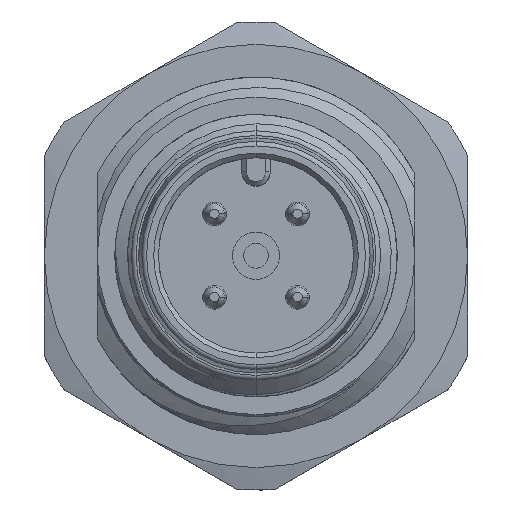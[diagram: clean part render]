
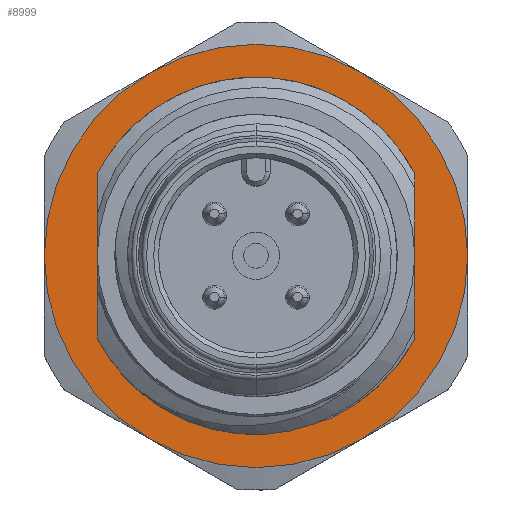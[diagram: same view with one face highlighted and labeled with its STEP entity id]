
A CAD part, top view. The second image highlights one B-rep face of the part: STEP entity #8999.
In plain terms, the highlighted planar face has unit normal (0, 0, 1).
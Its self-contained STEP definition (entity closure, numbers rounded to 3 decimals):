
#2697=DIRECTION('',(0.,1.,0.));
#2698=VECTOR('',#2697,2.563);
#2699=CARTESIAN_POINT('',(-6.75,-1.477,-13.));
#2700=LINE('',#2699,#2698);
#2704=CARTESIAN_POINT('',(0.,0.,-13.));
#2705=DIRECTION('',(0.,0.,-1.));
#2706=DIRECTION('',(0.5,0.866,0.));
#2707=AXIS2_PLACEMENT_3D('',#2704,#2705,#2706);
#2712=CARTESIAN_POINT('',(0.,0.,-13.));
#2713=DIRECTION('',(0.,0.,-1.));
#2714=DIRECTION('',(1.,0.,0.));
#2715=AXIS2_PLACEMENT_3D('',#2712,#2713,#2714);
#2720=CARTESIAN_POINT('',(0.,0.,-13.));
#2721=DIRECTION('',(0.,0.,-1.));
#2722=DIRECTION('',(-0.5,-0.866,0.));
#2723=AXIS2_PLACEMENT_3D('',#2720,#2721,#2722);
#2728=CARTESIAN_POINT('',(0.,0.,-13.));
#2729=DIRECTION('',(0.,0.,-1.));
#2730=DIRECTION('',(-1.,0.,0.));
#2731=AXIS2_PLACEMENT_3D('',#2728,#2729,#2730);
#2857=CARTESIAN_POINT('',(0.,0.,-13.));
#2858=DIRECTION('',(0.,0.,-1.));
#2859=DIRECTION('',(0.888,-0.46,0.));
#2860=AXIS2_PLACEMENT_3D('',#2857,#2858,#2859);
#2887=CARTESIAN_POINT('',(-0.19,6.834,-13.));
#2888=CARTESIAN_POINT('',(-0.005,6.85,-13.));
#2889=CARTESIAN_POINT('',(0.365,6.866,-13.));
#2890=CARTESIAN_POINT('',(0.927,6.845,-13.));
#2891=CARTESIAN_POINT('',(1.481,6.779,-13.));
#2892=CARTESIAN_POINT('',(2.032,6.667,-13.));
#2893=CARTESIAN_POINT('',(2.575,6.511,-13.));
#2894=CARTESIAN_POINT('',(3.104,6.311,-13.));
#2895=CARTESIAN_POINT('',(3.617,6.068,-13.));
#2896=CARTESIAN_POINT('',(4.111,5.783,-13.));
#2897=CARTESIAN_POINT('',(4.581,5.459,-13.));
#2898=CARTESIAN_POINT('',(5.026,5.096,-13.));
#2899=CARTESIAN_POINT('',(5.441,4.699,-13.));
#2900=CARTESIAN_POINT('',(5.825,4.267,-13.));
#2901=CARTESIAN_POINT('',(6.173,3.804,-13.));
#2902=CARTESIAN_POINT('',(6.485,3.314,-13.));
#2903=CARTESIAN_POINT('',(6.666,2.971,-13.));
#2904=CARTESIAN_POINT('',(6.75,2.795,-13.));
#2933=DIRECTION('',(0.,-1.,0.));
#2934=VECTOR('',#2933,6.287);
#2935=CARTESIAN_POINT('',(6.75,2.795,-13.));
#2936=LINE('',#2935,#2934);
#3057=CARTESIAN_POINT('',(3.103,-6.938,-13.));
#3058=CARTESIAN_POINT('',(2.905,-7.015,-13.));
#3059=CARTESIAN_POINT('',(2.504,-7.151,-13.));
#3060=CARTESIAN_POINT('',(1.886,-7.304,-13.));
#3061=CARTESIAN_POINT('',(1.263,-7.404,-13.));
#3062=CARTESIAN_POINT('',(0.636,-7.451,-13.));
#3063=CARTESIAN_POINT('',(0.008,-7.446,-13.));
#3064=CARTESIAN_POINT('',(-0.614,-7.388,-13.));
#3065=CARTESIAN_POINT('',(-1.228,-7.277,-13.));
#3066=CARTESIAN_POINT('',(-1.828,-7.117,-13.));
#3067=CARTESIAN_POINT('',(-2.41,-6.906,-13.));
#3068=CARTESIAN_POINT('',(-2.971,-6.648,-13.));
#3069=CARTESIAN_POINT('',(-3.506,-6.345,-13.));
#3070=CARTESIAN_POINT('',(-4.012,-5.998,-13.));
#3071=CARTESIAN_POINT('',(-4.484,-5.612,-13.));
#3072=CARTESIAN_POINT('',(-4.921,-5.188,-13.));
#3073=CARTESIAN_POINT('',(-5.318,-4.73,-13.));
#3074=CARTESIAN_POINT('',(-5.674,-4.241,-13.));
#3075=CARTESIAN_POINT('',(-5.986,-3.726,-13.));
#3076=CARTESIAN_POINT('',(-6.252,-3.188,-13.));
#3077=CARTESIAN_POINT('',(-6.47,-2.631,-13.));
#3078=CARTESIAN_POINT('',(-6.639,-2.06,-13.));
#3079=CARTESIAN_POINT('',(-6.719,-1.673,-13.));
#3080=CARTESIAN_POINT('',(-6.75,-1.477,-13.));
#3385=CARTESIAN_POINT('',(-6.75,1.086,-13.));
#3386=CARTESIAN_POINT('',(-6.72,1.269,-13.));
#3387=CARTESIAN_POINT('',(-6.647,1.633,-13.));
#3388=CARTESIAN_POINT('',(-6.492,2.169,-13.));
#3389=CARTESIAN_POINT('',(-6.294,2.688,-13.));
#3390=CARTESIAN_POINT('',(-6.055,3.192,-13.));
#3391=CARTESIAN_POINT('',(-5.775,3.673,-13.));
#3392=CARTESIAN_POINT('',(-5.458,4.13,-13.));
#3393=CARTESIAN_POINT('',(-5.103,4.561,-13.));
#3394=CARTESIAN_POINT('',(-4.716,4.96,-13.));
#3395=CARTESIAN_POINT('',(-4.297,5.327,-13.));
#3396=CARTESIAN_POINT('',(-3.85,5.659,-13.));
#3397=CARTESIAN_POINT('',(-3.377,5.953,-13.));
#3398=CARTESIAN_POINT('',(-2.882,6.208,-13.));
#3399=CARTESIAN_POINT('',(-2.368,6.422,-13.));
#3400=CARTESIAN_POINT('',(-1.838,6.593,-13.));
#3401=CARTESIAN_POINT('',(-1.296,6.721,-13.));
#3402=CARTESIAN_POINT('',(-0.746,6.804,-13.));
#3403=CARTESIAN_POINT('',(-0.376,6.829,-13.));
#3404=CARTESIAN_POINT('',(-0.19,6.834,-13.));
#3448=CARTESIAN_POINT('',(0.,0.,-13.));
#3449=DIRECTION('',(0.,0.,1.));
#3450=DIRECTION('',(0.5,0.866,0.));
#3451=AXIS2_PLACEMENT_3D('',#3448,#3449,#3450);
#3855=CARTESIAN_POINT('',(0.,0.,-13.));
#3856=DIRECTION('',(0.,0.,1.));
#3857=DIRECTION('',(-0.5,-0.866,0.));
#3858=AXIS2_PLACEMENT_3D('',#3855,#3856,#3857);
#6189=CARTESIAN_POINT('',(6.75,-3.492,-13.));
#6190=CARTESIAN_POINT('',(3.103,-6.938,-13.));
#6191=VERTEX_POINT('',#6189);
#6192=VERTEX_POINT('',#6190);
#6193=CARTESIAN_POINT('',(-6.75,-1.477,-13.));
#6194=CARTESIAN_POINT('',(-6.75,1.086,-13.));
#6195=VERTEX_POINT('',#6193);
#6196=VERTEX_POINT('',#6194);
#6197=CARTESIAN_POINT('',(6.75,2.795,-13.));
#6198=VERTEX_POINT('',#6197);
#6211=CARTESIAN_POINT('',(4.5,7.794,-13.));
#6212=CARTESIAN_POINT('',(9.,0.,-13.));
#6213=VERTEX_POINT('',#6211);
#6214=VERTEX_POINT('',#6212);
#6215=CARTESIAN_POINT('',(4.5,-7.794,-13.));
#6216=VERTEX_POINT('',#6215);
#6217=CARTESIAN_POINT('',(-4.5,-7.794,-13.));
#6218=CARTESIAN_POINT('',(-9.,0.,-13.));
#6219=VERTEX_POINT('',#6217);
#6220=VERTEX_POINT('',#6218);
#6221=CARTESIAN_POINT('',(-4.5,7.794,-13.));
#6222=VERTEX_POINT('',#6221);
#6262=VERTEX_POINT('',#2887);
#8967=CARTESIAN_POINT('',(0.,0.,-13.));
#8968=DIRECTION('',(0.,0.,1.));
#8969=DIRECTION('',(1.,0.,0.));
#8970=AXIS2_PLACEMENT_3D('',#8967,#8968,#8969);
#8971=PLANE('',#8970);
#8973=ORIENTED_EDGE('',*,*,#8972,.F.);
#8975=ORIENTED_EDGE('',*,*,#8974,.T.);
#8977=ORIENTED_EDGE('',*,*,#8976,.T.);
#8979=ORIENTED_EDGE('',*,*,#8978,.F.);
#8981=ORIENTED_EDGE('',*,*,#8980,.T.);
#8983=ORIENTED_EDGE('',*,*,#8982,.T.);
#8984=EDGE_LOOP('',(#8973,#8975,#8977,#8979,#8981,#8983));
#8985=FACE_OUTER_BOUND('',#8984,.F.);
#8987=ORIENTED_EDGE('',*,*,#8986,.F.);
#8989=ORIENTED_EDGE('',*,*,#8988,.F.);
#8991=ORIENTED_EDGE('',*,*,#8990,.F.);
#8993=ORIENTED_EDGE('',*,*,#8992,.F.);
#8994=ORIENTED_EDGE('',*,*,#8936,.F.);
#8996=ORIENTED_EDGE('',*,*,#8995,.F.);
#8997=EDGE_LOOP('',(#8987,#8989,#8991,#8993,#8994,#8996));
#8998=FACE_BOUND('',#8997,.F.);
#2708=CIRCLE('',#2707,9.);
#2716=CIRCLE('',#2715,9.);
#2724=CIRCLE('',#2723,9.);
#2732=CIRCLE('',#2731,9.);
#2861=CIRCLE('',#2860,7.6);
#2905=B_SPLINE_CURVE_WITH_KNOTS('',3,(#2887,#2888,#2889,#2890,#2891,#2892,#2893,
#2894,#2895,#2896,#2897,#2898,#2899,#2900,#2901,#2902,#2903,#2904),
.UNSPECIFIED.,.F.,.F.,(4,1,1,1,1,1,1,1,1,1,1,1,1,1,1,4),(0.,0.067,
0.133,0.2,0.267,0.333,0.4,
0.467,0.533,0.6,0.667,0.733,
0.8,0.867,0.933,1.),.UNSPECIFIED.);
#3081=B_SPLINE_CURVE_WITH_KNOTS('',3,(#3057,#3058,#3059,#3060,#3061,#3062,#3063,
#3064,#3065,#3066,#3067,#3068,#3069,#3070,#3071,#3072,#3073,#3074,#3075,#3076,
#3077,#3078,#3079,#3080),.UNSPECIFIED.,.F.,.F.,(4,1,1,1,1,1,1,1,1,1,1,1,1,1,1,1,
1,1,1,1,1,4),(0.,0.048,0.095,0.143,
0.19,0.238,0.286,0.333,
0.381,0.429,0.476,0.524,
0.571,0.619,0.667,0.714,
0.762,0.81,0.857,0.905,
0.952,1.),.UNSPECIFIED.);
#3405=B_SPLINE_CURVE_WITH_KNOTS('',3,(#3385,#3386,#3387,#3388,#3389,#3390,#3391,
#3392,#3393,#3394,#3395,#3396,#3397,#3398,#3399,#3400,#3401,#3402,#3403,#3404),
.UNSPECIFIED.,.F.,.F.,(4,1,1,1,1,1,1,1,1,1,1,1,1,1,1,1,1,4),(0.,
0.059,0.118,0.176,0.235,
0.294,0.353,0.412,0.471,
0.529,0.588,0.647,0.706,
0.765,0.824,0.882,0.941,1.),
.UNSPECIFIED.);
#3452=CIRCLE('',#3451,9.);
#3859=CIRCLE('',#3858,9.);
#8936=EDGE_CURVE('',#6195,#6196,#2700,.T.);
#8972=EDGE_CURVE('',#6213,#6222,#3452,.T.);
#8974=EDGE_CURVE('',#6213,#6214,#2708,.T.);
#8976=EDGE_CURVE('',#6214,#6216,#2716,.T.);
#8978=EDGE_CURVE('',#6219,#6216,#3859,.T.);
#8980=EDGE_CURVE('',#6219,#6220,#2724,.T.);
#8982=EDGE_CURVE('',#6220,#6222,#2732,.T.);
#8986=EDGE_CURVE('',#6191,#6192,#2861,.T.);
#8988=EDGE_CURVE('',#6198,#6191,#2936,.T.);
#8990=EDGE_CURVE('',#6262,#6198,#2905,.T.);
#8992=EDGE_CURVE('',#6196,#6262,#3405,.T.);
#8995=EDGE_CURVE('',#6192,#6195,#3081,.T.);
#8999=ADVANCED_FACE('',(#8985,#8998),#8971,.T.);
